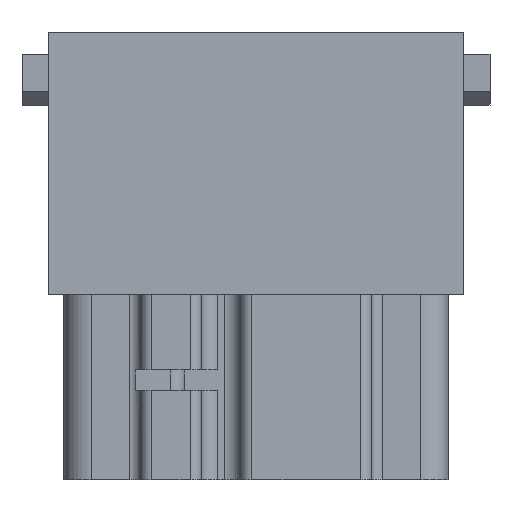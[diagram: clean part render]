
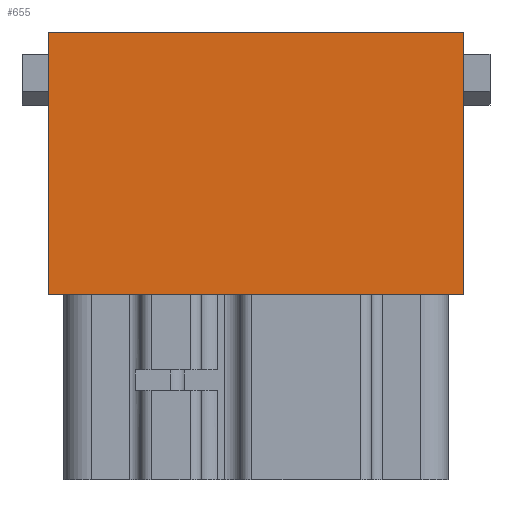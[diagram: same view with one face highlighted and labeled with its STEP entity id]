
A CAD part, left-side view. The second image highlights one B-rep face of the part: STEP entity #655.
In plain terms, the highlighted planar face has unit normal (-1, 0, 0).
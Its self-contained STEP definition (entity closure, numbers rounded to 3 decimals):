
#635=AXIS2_PLACEMENT_3D('Plane Axis2P3D',#632,#633,#634) ;
#242=CARTESIAN_POINT('Vertex',(0.,32.2,13.5)) ;
#245=CARTESIAN_POINT('Line Origine',(0.,32.2,23.05)) ;
#249=CARTESIAN_POINT('Vertex',(0.,32.2,32.6)) ;
#288=CARTESIAN_POINT('Vertex',(0.,1.9,13.5)) ;
#293=CARTESIAN_POINT('Line Origine',(0.,17.05,13.5)) ;
#632=CARTESIAN_POINT('Axis2P3D Location',(0.,17.05,22.469)) ;
#637=CARTESIAN_POINT('Line Origine',(0.,1.9,23.05)) ;
#641=CARTESIAN_POINT('Vertex',(0.,1.9,32.6)) ;
#644=CARTESIAN_POINT('Line Origine',(0.,17.05,32.6)) ;
#246=DIRECTION('Vector Direction',(0.,0.,-1.)) ;
#294=DIRECTION('Vector Direction',(0.,-1.,0.)) ;
#633=DIRECTION('Axis2P3D Direction',(-1.,0.,0.)) ;
#634=DIRECTION('Axis2P3D XDirection',(0.,0.,-1.)) ;
#638=DIRECTION('Vector Direction',(0.,0.,1.)) ;
#645=DIRECTION('Vector Direction',(0.,-1.,0.)) ;
#247=VECTOR('Line Direction',#246,1.) ;
#295=VECTOR('Line Direction',#294,1.) ;
#639=VECTOR('Line Direction',#638,1.) ;
#646=VECTOR('Line Direction',#645,1.) ;
#650=ORIENTED_EDGE('',*,*,#297,.T.) ;
#651=ORIENTED_EDGE('',*,*,#643,.T.) ;
#652=ORIENTED_EDGE('',*,*,#648,.F.) ;
#653=ORIENTED_EDGE('',*,*,#251,.T.) ;
#655=ADVANCED_FACE('Hauptkoerper',(#654),#636,.T.) ;
#251=EDGE_CURVE('',#250,#243,#248,.T.) ;
#297=EDGE_CURVE('',#243,#289,#296,.T.) ;
#643=EDGE_CURVE('',#289,#642,#640,.T.) ;
#648=EDGE_CURVE('',#250,#642,#647,.T.) ;
#649=EDGE_LOOP('',(#650,#651,#652,#653)) ;
#654=FACE_OUTER_BOUND('',#649,.T.) ;
#248=LINE('Line',#245,#247) ;
#296=LINE('Line',#293,#295) ;
#640=LINE('Line',#637,#639) ;
#647=LINE('Line',#644,#646) ;
#636=PLANE('',#635) ;
#243=VERTEX_POINT('',#242) ;
#250=VERTEX_POINT('',#249) ;
#289=VERTEX_POINT('',#288) ;
#642=VERTEX_POINT('',#641) ;
